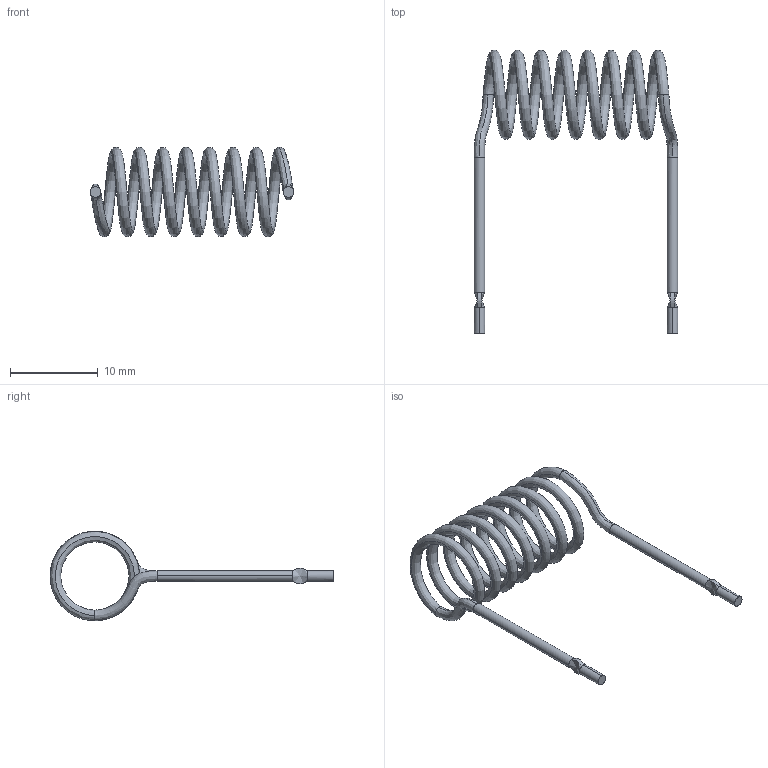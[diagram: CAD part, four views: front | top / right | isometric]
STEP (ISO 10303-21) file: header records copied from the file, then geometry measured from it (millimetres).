
FILE_DESCRIPTION (( 'STEP AP214' ), '1' );
FILE_NAME ('ResistorCoil.STEP', '2025-08-31T14:35:33', ( '' ), ( '' ), 'SwSTEP 2.0', 'SolidWorks 2022', '' );
FILE_SCHEMA (( 'AUTOMOTIVE_DESIGN' ));
Length unit declared in the file: millimetre
Products named in the file (1): ResistorCoil
Bounding box: 23.2 x 32.35 x 10.2 mm (x, y, z)
Volume: 305.9 mm3; surface area: 1026.5 mm2
Topology: 1 solids, 1 shells, 24 faces, 66 edges, 44 vertices
Faces by surface type: bspline 14, cylinder 8, plane 2
Entity records: 4162 total; most frequent: CARTESIAN_POINT 3547, ORIENTED_EDGE 132, DIRECTION 118, EDGE_CURVE 66, AXIS2_PLACEMENT_3D 55, VERTEX_POINT 44, CIRCLE 44, EDGE_LOOP 24
